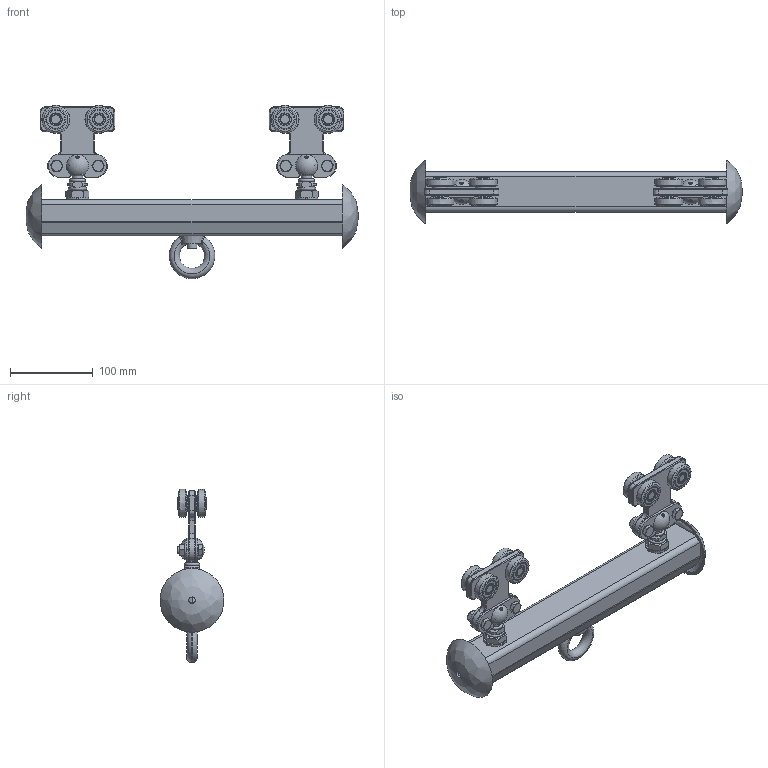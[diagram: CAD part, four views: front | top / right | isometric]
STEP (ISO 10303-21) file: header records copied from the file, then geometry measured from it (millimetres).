
FILE_DESCRIPTION(('STEP AP214'),'1');
FILE_NAME('PMH Åkvagn 1424.stp','2013-08-26T12:18:42',(' '),(' '),'Spatial InterOp 3D',' ',' ');
FILE_SCHEMA(('automotive_design'));
Length unit declared in the file: millimetre
Products named in the file (125): PMH Profilskena akvagn 1424; Profil 4; PMH Profilskena akvagn 1414; NAUO23; NAUO22; NAUO21; NONE; NAUO20; NAUO19; NAUO18; NAUO17; NAUO16; NAUO15; NAUO14; NAUO13; NAUO12; NAUO11; NAUO10; NAUO9; NAUO8; NAUO7; NAUO6; NAUO5; NAUO4; NAUO3; NAUO2; NAUO1; Part2; Part5; Part1; Part8
Assembly tree (124 placements, depth 4):
  PMH Profilskena akvagn 1424
    Profil 4
    PMH Profilskena akvagn 1414
      NAUO23
      NAUO22
      NAUO21
        NONE
        NONE
      NAUO20
      NAUO19
        NONE
        NONE
        NONE
        NONE
        NONE
        NONE
        NONE
        NONE
        NONE
        NONE
        NONE
        NONE
        NONE
        NONE
        NONE
        NONE
        NONE
        NONE
        NONE
        NONE
        NONE
        NONE
        NONE
        NONE
        NONE
        NONE
        NONE
      NAUO18
      NAUO17
      NAUO16
      NAUO15
      NAUO14
      NAUO13
        NONE
        NONE
        NONE
        NONE
        NONE
        NONE
      NAUO12
      NAUO11
      NAUO10
      NAUO9
      NAUO8
      NAUO7
      NAUO6
      NAUO5
      NAUO4
      NAUO3
      NAUO2
Bounding box: 400 x 77 x 208.99 mm (x, y, z)
Volume: 419406.9 mm3; surface area: 263668.7 mm2
Topology: 46 solids, 220 shells, 1025 faces, 2697 edges, 2000 vertices
Faces by surface type: plane 354, cylinder 286, cone 237, torus 96, bspline 34, sphere 18
Full cylindrical faces by diameter (mm): 6.647 x4, 8 x4, 8.5 x4, 10 x12, 10.2 x4, 10.25 x1, 10.5 x8, 12 x1, 12.88 x4, 13 x1, 13.835 x4, 15.5 x16, 20 x8, 24.1 x16, 24.2 x16, 24.3 x16
Entity records: 47480 total; most frequent: CARTESIAN_POINT 13263, DIRECTION 5174, ORIENTED_EDGE 3812, EDGE_CURVE 2339, AXIS2_PLACEMENT_3D 2277, VERTEX_POINT 1913, EDGE_LOOP 1458, CIRCLE 1153
